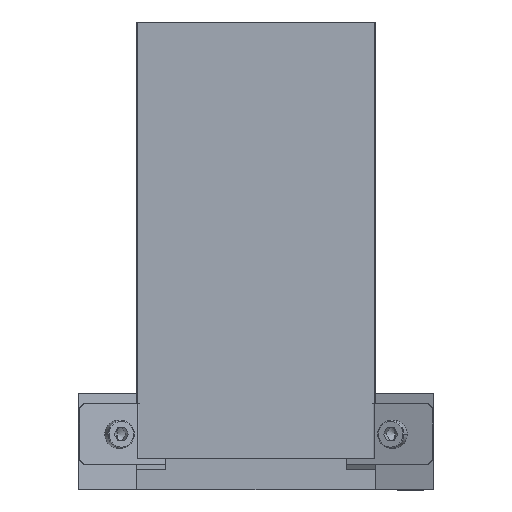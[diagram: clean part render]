
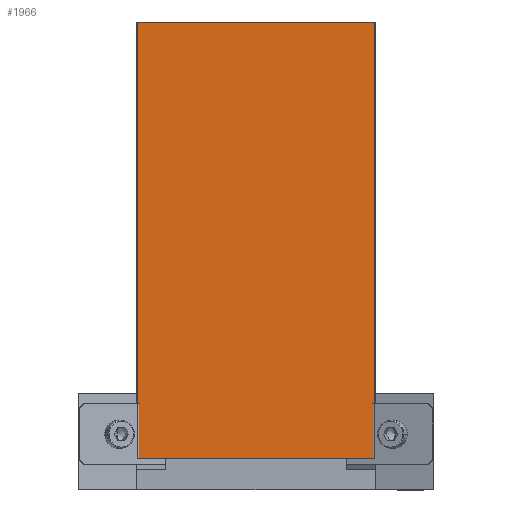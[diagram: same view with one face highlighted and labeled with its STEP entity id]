
A CAD part, left-side view. The second image highlights one B-rep face of the part: STEP entity #1966.
In plain terms, the highlighted planar face has unit normal (-1, 0, 0).
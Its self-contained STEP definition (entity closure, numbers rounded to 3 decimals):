
#77 = EDGE_CURVE ( 'NONE', #1040, #153, #1813, .T. ) ;
#153 = VERTEX_POINT ( 'NONE', #1850 ) ;
#161 = EDGE_CURVE ( 'NONE', #486, #153, #462, .T. ) ;
#166 = DIRECTION ( 'NONE',  ( 0., 1., 0. ) ) ;
#231 = DIRECTION ( 'NONE',  ( 0., 0., 1. ) ) ;
#281 = VERTEX_POINT ( 'NONE', #1287 ) ;
#328 = DIRECTION ( 'NONE',  ( 0., 1., 0. ) ) ;
#344 = CARTESIAN_POINT ( 'NONE',  ( 54.922, -23.404, 6.2 ) ) ;
#382 = ORIENTED_EDGE ( 'NONE', *, *, #432, .F. ) ;
#416 = EDGE_CURVE ( 'NONE', #281, #486, #1381, .T. ) ;
#432 = EDGE_CURVE ( 'NONE', #281, #1040, #1342, .T. ) ;
#462 = LINE ( 'NONE', #1689, #1940 ) ;
#486 = VERTEX_POINT ( 'NONE', #1115 ) ;
#525 = CARTESIAN_POINT ( 'NONE',  ( 54.922, 23.404, 6.2 ) ) ;
#677 = DIRECTION ( 'NONE',  ( 0., 0., 1. ) ) ;
#790 = DIRECTION ( 'NONE',  ( 1., 0., 0. ) ) ;
#855 = CARTESIAN_POINT ( 'NONE',  ( 54.922, -23.404, 16.2 ) ) ;
#889 = EDGE_LOOP ( 'NONE', ( #985, #957, #382, #1108 ) ) ;
#911 = VECTOR ( 'NONE', #677, 1000. ) ;
#953 = PLANE ( 'NONE',  #1335 ) ;
#957 = ORIENTED_EDGE ( 'NONE', *, *, #77, .F. ) ;
#980 = FACE_OUTER_BOUND ( 'NONE', #889, .T. ) ;
#985 = ORIENTED_EDGE ( 'NONE', *, *, #161, .T. ) ;
#1040 = VERTEX_POINT ( 'NONE', #525 ) ;
#1108 = ORIENTED_EDGE ( 'NONE', *, *, #416, .T. ) ;
#1115 = CARTESIAN_POINT ( 'NONE',  ( 54.922, -23.404, 92.2 ) ) ;
#1167 = DIRECTION ( 'NONE',  ( 0., -1., 0. ) ) ;
#1287 = CARTESIAN_POINT ( 'NONE',  ( 54.922, -23.404, 6.2 ) ) ;
#1335 = AXIS2_PLACEMENT_3D ( 'NONE', #1641, #790, #1167 ) ;
#1342 = LINE ( 'NONE', #344, #1569 ) ;
#1381 = LINE ( 'NONE', #855, #911 ) ;
#1569 = VECTOR ( 'NONE', #166, 1000. ) ;
#1572 = VECTOR ( 'NONE', #231, 1000. ) ;
#1641 = CARTESIAN_POINT ( 'NONE',  ( 54.922, 23.404, 16.2 ) ) ;
#1689 = CARTESIAN_POINT ( 'NONE',  ( 54.922, 23.404, 92.2 ) ) ;
#1788 = CARTESIAN_POINT ( 'NONE',  ( 54.922, 23.404, 16.2 ) ) ;
#1813 = LINE ( 'NONE', #1788, #1572 ) ;
#1850 = CARTESIAN_POINT ( 'NONE',  ( 54.922, 23.404, 92.2 ) ) ;
#1940 = VECTOR ( 'NONE', #328, 1000. ) ;
#1966 = ADVANCED_FACE ( 'NONE', ( #980 ), #953, .F. ) ;
